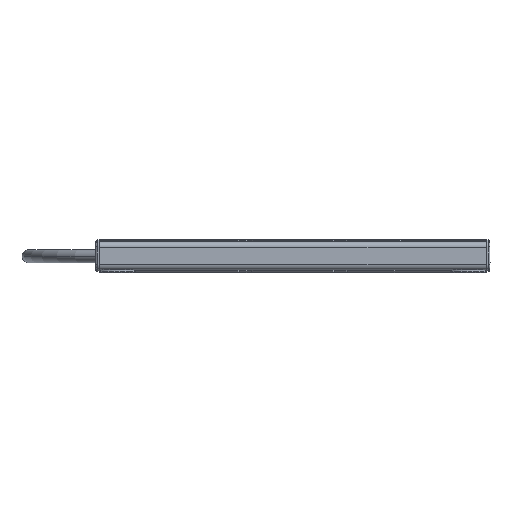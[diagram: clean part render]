
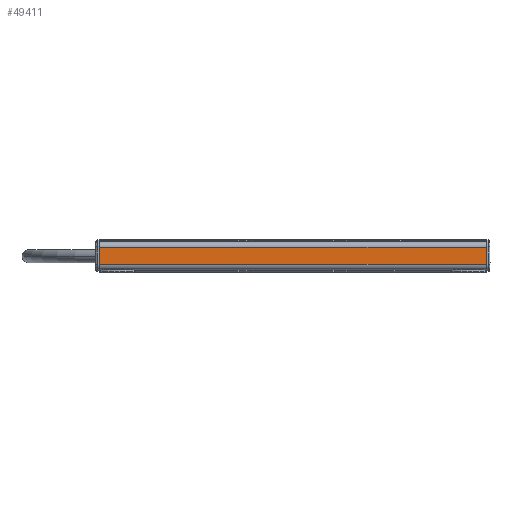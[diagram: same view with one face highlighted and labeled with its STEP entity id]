
A CAD part, front view. The second image highlights one B-rep face of the part: STEP entity #49411.
In plain terms, the highlighted planar face has unit normal (0, -1, 0).
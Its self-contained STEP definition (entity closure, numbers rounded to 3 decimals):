
#49391=AXIS2_PLACEMENT_3D('Plane Axis2P3D',#49388,#49389,#49390) ;
#46335=CARTESIAN_POINT('Vertex',(-204.,0.,12.)) ;
#46338=CARTESIAN_POINT('Line Origine',(-102.,0.,12.)) ;
#46342=CARTESIAN_POINT('Vertex',(0.,0.,12.)) ;
#49367=CARTESIAN_POINT('Vertex',(-204.,0.,3.)) ;
#49370=CARTESIAN_POINT('Line Origine',(-204.,0.,7.5)) ;
#49388=CARTESIAN_POINT('Axis2P3D Location',(0.,0.,15.)) ;
#49393=CARTESIAN_POINT('Line Origine',(-102.,0.,3.)) ;
#49397=CARTESIAN_POINT('Vertex',(0.,0.,3.)) ;
#49400=CARTESIAN_POINT('Line Origine',(0.,0.,7.5)) ;
#46339=DIRECTION('Vector Direction',(-1.,0.,0.)) ;
#49371=DIRECTION('Vector Direction',(0.,0.,-1.)) ;
#49389=DIRECTION('Axis2P3D Direction',(0.,1.,0.)) ;
#49390=DIRECTION('Axis2P3D XDirection',(0.,0.,-1.)) ;
#49394=DIRECTION('Vector Direction',(-1.,0.,0.)) ;
#49401=DIRECTION('Vector Direction',(0.,0.,-1.)) ;
#46340=VECTOR('Line Direction',#46339,1.) ;
#49372=VECTOR('Line Direction',#49371,1.) ;
#49395=VECTOR('Line Direction',#49394,1.) ;
#49402=VECTOR('Line Direction',#49401,1.) ;
#49406=ORIENTED_EDGE('',*,*,#49399,.F.) ;
#49407=ORIENTED_EDGE('',*,*,#49404,.F.) ;
#49408=ORIENTED_EDGE('',*,*,#46344,.T.) ;
#49409=ORIENTED_EDGE('',*,*,#49374,.T.) ;
#49411=ADVANCED_FACE('Brep With Voids',(#49410),#49392,.F.) ;
#46344=EDGE_CURVE('',#46343,#46336,#46341,.T.) ;
#49374=EDGE_CURVE('',#46336,#49368,#49373,.T.) ;
#49399=EDGE_CURVE('',#49398,#49368,#49396,.T.) ;
#49404=EDGE_CURVE('',#46343,#49398,#49403,.T.) ;
#49405=EDGE_LOOP('',(#49406,#49407,#49408,#49409)) ;
#49410=FACE_OUTER_BOUND('',#49405,.T.) ;
#46341=LINE('Line',#46338,#46340) ;
#49373=LINE('Line',#49370,#49372) ;
#49396=LINE('Line',#49393,#49395) ;
#49403=LINE('Line',#49400,#49402) ;
#49392=PLANE('Plane',#49391) ;
#46336=VERTEX_POINT('',#46335) ;
#46343=VERTEX_POINT('',#46342) ;
#49368=VERTEX_POINT('',#49367) ;
#49398=VERTEX_POINT('',#49397) ;
